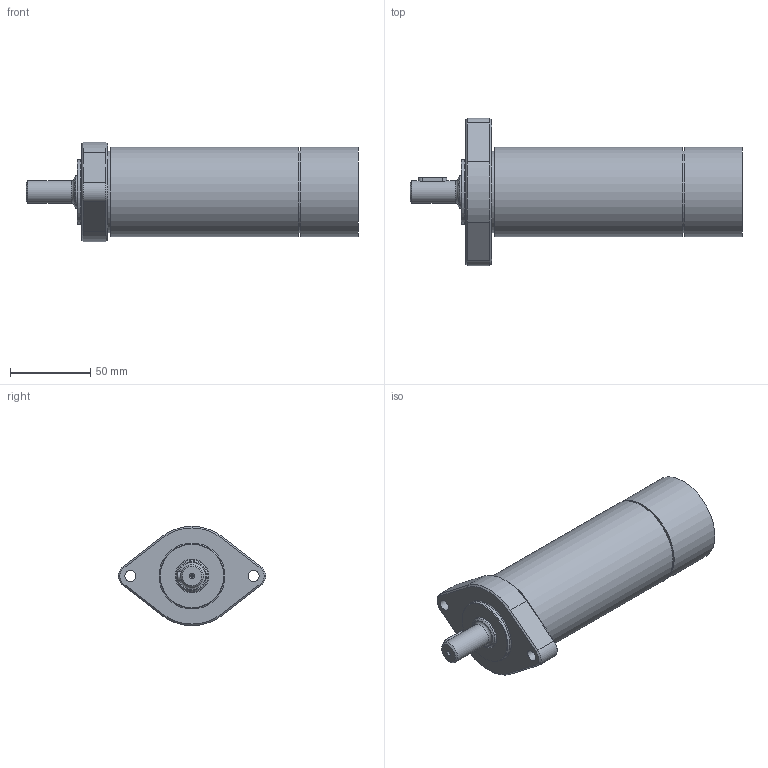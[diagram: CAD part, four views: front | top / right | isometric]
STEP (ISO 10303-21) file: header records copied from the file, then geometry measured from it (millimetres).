
FILE_DESCRIPTION((''),'2;1');
FILE_NAME('MRD 55-250_29906375.stp','2009-06-16T13:10:13',('rmorof'),(''),'Autodesk Inventor 2008','Autodesk Inventor 2008','');
FILE_SCHEMA(('CONFIG_CONTROL_DESIGN'));
Length unit declared in the file: millimetre
Products named in the file (1): MRD 55-250_29906375
Bounding box: 207.3 x 91.95 x 62 mm (x, y, z)
Volume: 444402.7 mm3; surface area: 45524.6 mm2
Topology: 1 solids, 3 shells, 88 faces, 191 edges, 122 vertices
Faces by surface type: plane 39, bspline 21, cylinder 16, cone 12
Full cylindrical faces by diameter (mm): 14 x1, 20 x1, 40 x1, 51.018 x2, 56 x2
Entity records: 2739 total; most frequent: CARTESIAN_POINT 912, DIRECTION 348, ORIENTED_EDGE 304, EDGE_CURVE 152, AXIS2_PLACEMENT_3D 141, EDGE_LOOP 131, VERTEX_POINT 109, FACE_OUTER_BOUND 88
